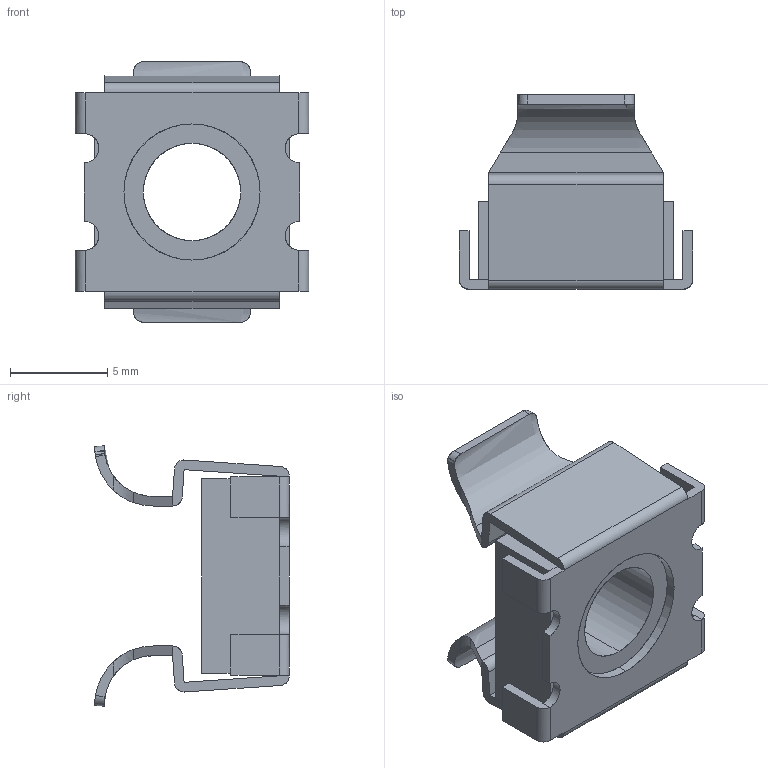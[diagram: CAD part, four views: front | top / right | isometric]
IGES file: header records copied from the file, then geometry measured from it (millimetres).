
Start section: SolidWorks IGES file using analytic representation for surfaces
Global section: file name: C-593-M5.IGS; native system: SolidWorks 2012; preprocessor: SolidWorks 2012; author: 1337yo; date: 151016.144244; units: millimetre
Bounding box: 12 x 10 x 13.4 mm (x, y, z)
Surface area: 1056.3 mm2 (no closed solid volume)
Topology: 0 solids, 0 shells, 89 faces, 834 edges, 834 vertices
Faces by surface type: bspline 56, revolution 33
